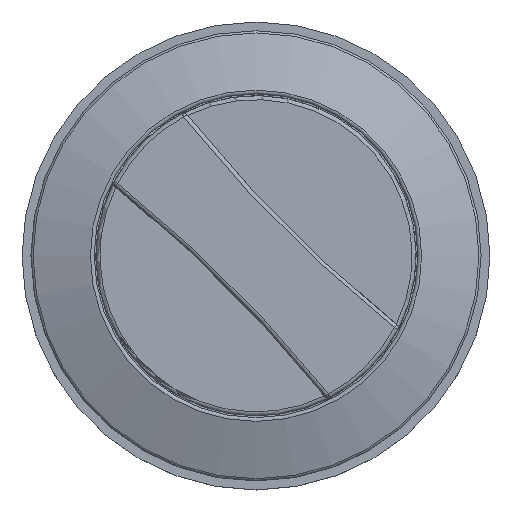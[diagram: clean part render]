
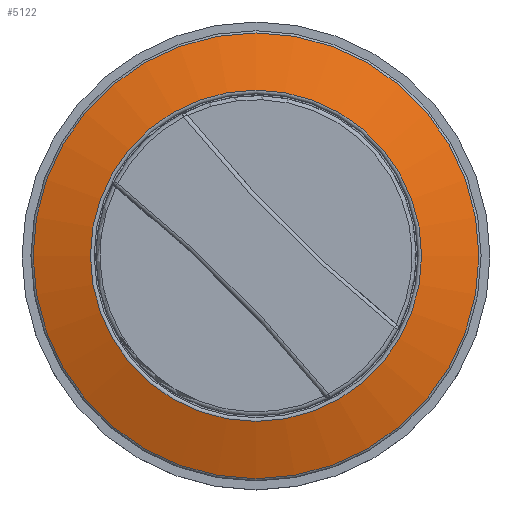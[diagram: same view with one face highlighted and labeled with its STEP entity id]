
A CAD part, top view. The second image highlights one B-rep face of the part: STEP entity #5122.
In plain terms, the highlighted conical face has half-angle 71.267 degrees and reference radius 12.107 mm.
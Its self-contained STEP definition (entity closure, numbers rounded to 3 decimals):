
#16=CONICAL_SURFACE('',#5519,12.107,1.244);
#386=LINE('',#8274,#745);
#745=VECTOR('',#6244,12.107);
#1218=FACE_OUTER_BOUND('',#1521,.T.);
#1521=EDGE_LOOP('',(#3634,#3635,#3636,#3637,#3638,#3639,#3640,#3641));
#1835=CIRCLE('',#5488,10.265);
#1836=CIRCLE('',#5489,10.265);
#1837=CIRCLE('',#5490,10.265);
#1855=CIRCLE('',#5520,13.814);
#1856=CIRCLE('',#5521,13.814);
#1857=CIRCLE('',#5522,13.814);
#2106=VERTEX_POINT('',#8154);
#2107=VERTEX_POINT('',#8156);
#2108=VERTEX_POINT('',#8158);
#2139=VERTEX_POINT('',#8273);
#2140=VERTEX_POINT('',#8275);
#2141=VERTEX_POINT('',#8277);
#2680=EDGE_CURVE('',#2106,#2107,#1835,.T.);
#2681=EDGE_CURVE('',#2107,#2108,#1836,.T.);
#2682=EDGE_CURVE('',#2108,#2106,#1837,.T.);
#2721=EDGE_CURVE('',#2108,#2139,#386,.T.);
#2722=EDGE_CURVE('',#2140,#2139,#1855,.T.);
#2723=EDGE_CURVE('',#2141,#2140,#1856,.T.);
#2724=EDGE_CURVE('',#2139,#2141,#1857,.T.);
#3634=ORIENTED_EDGE('',*,*,#2681,.F.);
#3635=ORIENTED_EDGE('',*,*,#2680,.F.);
#3636=ORIENTED_EDGE('',*,*,#2682,.F.);
#3637=ORIENTED_EDGE('',*,*,#2721,.T.);
#3638=ORIENTED_EDGE('',*,*,#2722,.F.);
#3639=ORIENTED_EDGE('',*,*,#2723,.F.);
#3640=ORIENTED_EDGE('',*,*,#2724,.F.);
#3641=ORIENTED_EDGE('',*,*,#2721,.F.);
#5122=ADVANCED_FACE('',(#1218),#16,.T.);
#5488=AXIS2_PLACEMENT_3D('',#8157,#6163,#6164);
#5489=AXIS2_PLACEMENT_3D('',#8159,#6165,#6166);
#5490=AXIS2_PLACEMENT_3D('',#8160,#6167,#6168);
#5519=AXIS2_PLACEMENT_3D('',#8272,#6242,#6243);
#5520=AXIS2_PLACEMENT_3D('',#8276,#6245,#6246);
#5521=AXIS2_PLACEMENT_3D('',#8278,#6247,#6248);
#5522=AXIS2_PLACEMENT_3D('',#8279,#6249,#6250);
#6163=DIRECTION('center_axis',(0.,0.,
1.));
#6164=DIRECTION('ref_axis',(1.,0.,0.));
#6165=DIRECTION('center_axis',(0.,0.,
1.));
#6166=DIRECTION('ref_axis',(1.,0.,0.));
#6167=DIRECTION('center_axis',(0.,0.,
1.));
#6168=DIRECTION('ref_axis',(1.,0.,0.));
#6242=DIRECTION('center_axis',(0.,0.,
-1.));
#6243=DIRECTION('ref_axis',(1.,0.,0.));
#6244=DIRECTION('',(-0.947,0.,-0.321));
#6245=DIRECTION('center_axis',(0.,0.,
-1.));
#6246=DIRECTION('ref_axis',(-1.,0.,0.));
#6247=DIRECTION('center_axis',(0.,0.,
-1.));
#6248=DIRECTION('ref_axis',(-1.,0.,0.));
#6249=DIRECTION('center_axis',(0.,0.,
-1.));
#6250=DIRECTION('ref_axis',(-1.,0.,0.));
#8154=CARTESIAN_POINT('',(0.,-10.265,12.));
#8156=CARTESIAN_POINT('',(10.265,0.,12.));
#8157=CARTESIAN_POINT('Origin',(0.,0.,
12.));
#8158=CARTESIAN_POINT('',(-10.265,0.,12.));
#8159=CARTESIAN_POINT('Origin',(0.,0.,
12.));
#8160=CARTESIAN_POINT('Origin',(0.,0.,
12.));
#8272=CARTESIAN_POINT('Origin',(0.,0.,
11.375));
#8273=CARTESIAN_POINT('',(-13.814,0.,10.796));
#8274=CARTESIAN_POINT('',(-12.107,0.,11.375));
#8275=CARTESIAN_POINT('',(0.,-13.814,10.796));
#8276=CARTESIAN_POINT('Origin',(0.,0.,
10.796));
#8277=CARTESIAN_POINT('',(13.814,0.,10.796));
#8278=CARTESIAN_POINT('Origin',(0.,0.,
10.796));
#8279=CARTESIAN_POINT('Origin',(0.,0.,
10.796));
